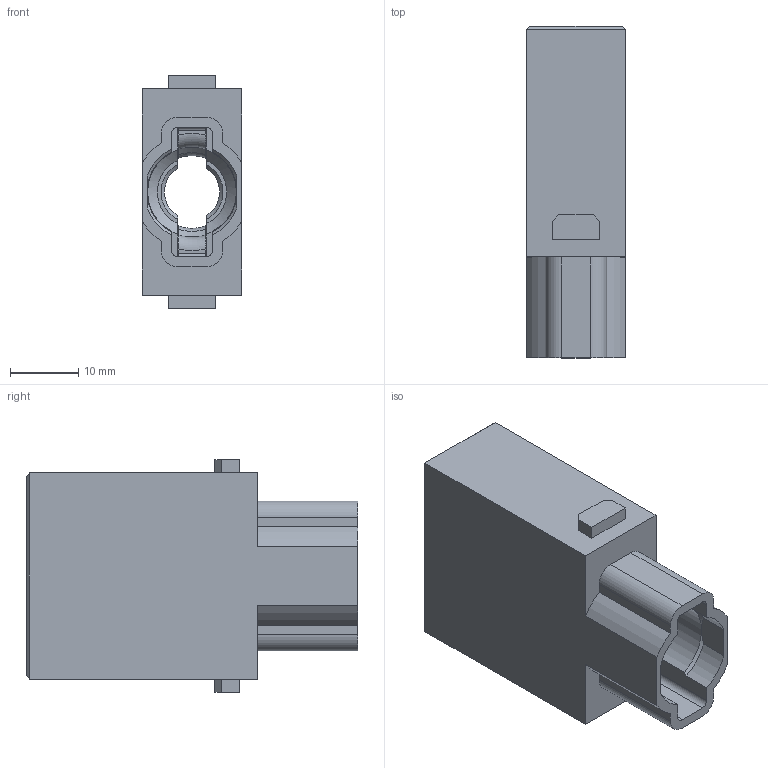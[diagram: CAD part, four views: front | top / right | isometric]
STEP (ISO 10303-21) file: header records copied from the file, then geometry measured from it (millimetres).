
FILE_DESCRIPTION((''),'2;1');
FILE_NAME('HMK001MCN','2017-05-06T',('tl.yang'),(''),'PRO/ENGINEER BY PARAMETRIC TECHNOLOGY CORPORATION, 2011500','PRO/ENGINEER BY PARAMETRIC TECHNOLOGY CORPORATION, 2011500','');
FILE_SCHEMA(('CONFIG_CONTROL_DESIGN'));
Length unit declared in the file: millimetre
Products named in the file (1): HMK001MCN
Bounding box: 14.6 x 48.7 x 34.2 mm (x, y, z)
Volume: 9194.2 mm3; surface area: 8173.4 mm2
Topology: 1 solids, 1 shells, 141 faces, 405 edges, 271 vertices
Faces by surface type: plane 83, cylinder 32, cone 20, torus 6
Entity records: 4771 total; most frequent: CARTESIAN_POINT 1002, ORIENTED_EDGE 810, DIRECTION 752, EDGE_CURVE 405, VERTEX_POINT 271, VECTOR 252, LINE 252, AXIS2_PLACEMENT_3D 250
